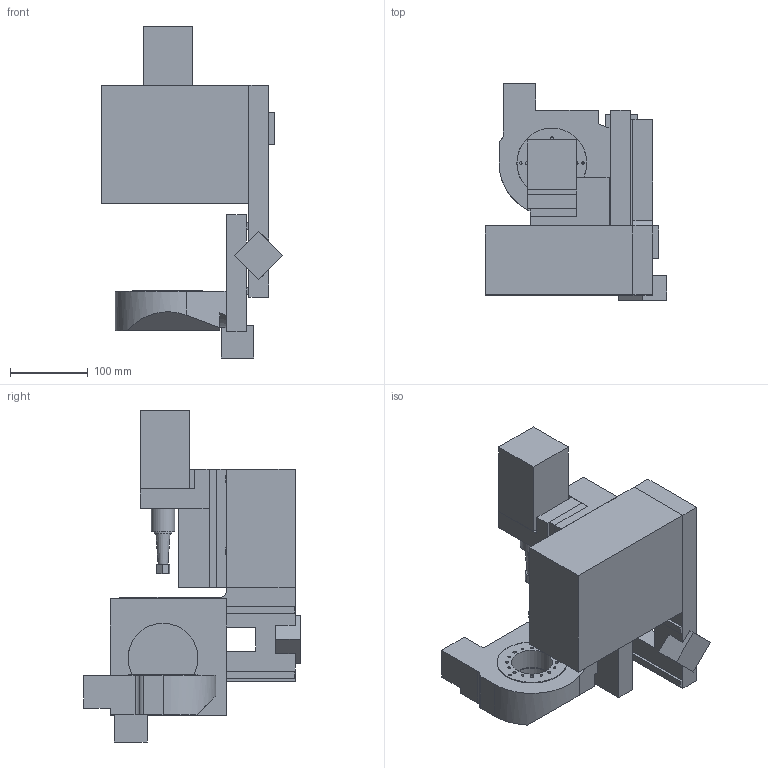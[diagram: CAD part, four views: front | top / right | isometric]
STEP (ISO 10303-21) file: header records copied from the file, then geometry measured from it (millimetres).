
FILE_DESCRIPTION(/* description */ (''),/* implementation_level */ '2;1');
FILE_NAME(/* name */ 'V2PocketNC_both_toolholders_Kinematic_Assembly v19.step',/* time_stamp */ '2018-05-02T09:31:48-06:00',/* author */ ('jonathan6AZS2'),/* organization */ (''),/* preprocessor_version */ 'ST-DEVELOPER v17',/* originating_system */ 'Autodesk Translation Framework v7.1.0.215',/* authorisation */ '');
FILE_SCHEMA (('AUTOMOTIVE_DESIGN { 1 0 10303 214 3 1 1 }'));
Length unit declared in the file: millimetre
Products named in the file (13): V2PocketNC_both_toolholders_Kinematic_Assembly; Main_Block_Kinematic2; x rail; L_Bracket_Kinematic; X_Carriage_Kinematic1; z rail; motor mount; motor; simulation spindle extended; V2 B housing kinematic only; V2PocketNC kinematic Bdisc; V2PocketNC_A housing; y rails
Assembly tree (12 placements, depth 3):
  V2PocketNC_both_toolholders_Kinematic_Assembly
    Main_Block_Kinematic2
      x rail
    L_Bracket_Kinematic
    X_Carriage_Kinematic1
      z rail
    motor mount
    motor
    simulation spindle extended
    V2 B housing kinematic only
    V2PocketNC kinematic Bdisc
    V2PocketNC_A housing
    y rails
Bounding box: 234.31 x 279.25 x 427.8 mm (x, y, z)
Volume: 6288464.9 mm3; surface area: 569269.9 mm2
Topology: 14 solids, 14 shells, 179 faces, 397 edges, 269 vertices
Faces by surface type: plane 145, cylinder 33, cone 1
Full cylindrical faces by diameter (mm): 3.175 x10, 4 x8, 23 x1, 30 x2, 53 x1, 53.34 x1, 89.873 x1, 89.936 x1, 90.127 x2
Entity records: 5386 total; most frequent: DIRECTION 895, CARTESIAN_POINT 871, ORIENTED_EDGE 794, EDGE_CURVE 397, LINE 309, VECTOR 309, AXIS2_PLACEMENT_3D 293, VERTEX_POINT 269
